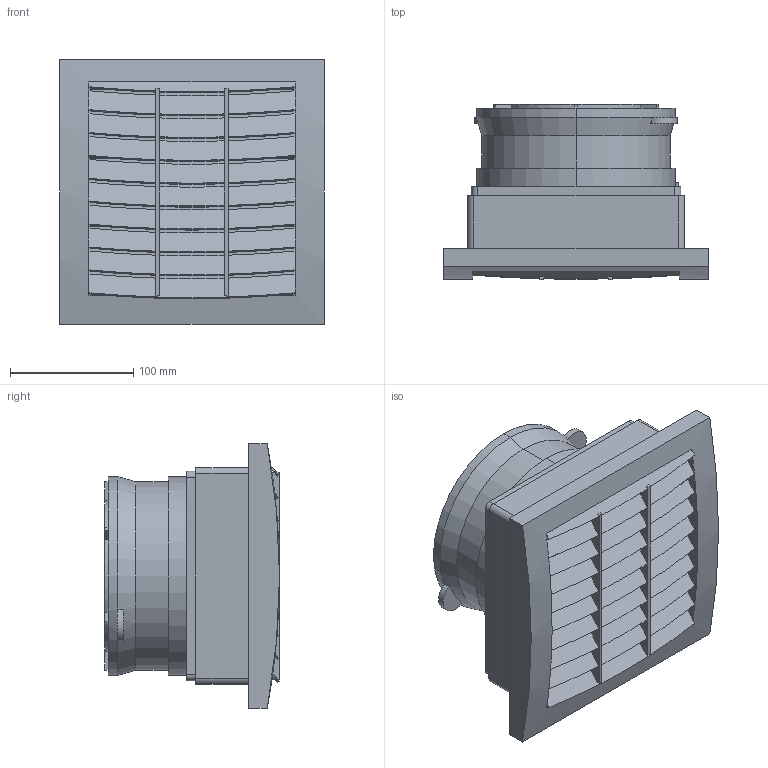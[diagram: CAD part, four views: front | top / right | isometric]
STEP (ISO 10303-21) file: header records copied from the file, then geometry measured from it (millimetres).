
FILE_DESCRIPTION (( 'STEP AP214' ), '1' );
FILE_NAME ('018823-00.STEP', '2017-11-02T23:48:04', ( '' ), ( '' ), 'SwSTEP 2.0', 'SolidWorks 2017', '' );
FILE_SCHEMA (( 'AUTOMOTIVE_DESIGN' ));
Length unit declared in the file: inch
Products named in the file (1): 018823-00
Bounding box: 215 x 142 x 215 mm (x, y, z)
Volume: 1259839.2 mm3; surface area: 438805.9 mm2
Topology: 1 solids, 1 shells, 795 faces, 2402 edges, 1564 vertices
Faces by surface type: plane 460, cylinder 333, cone 2
Entity records: 27648 total; most frequent: CARTESIAN_POINT 4858, ORIENTED_EDGE 4804, DIRECTION 4734, EDGE_CURVE 2402, VECTOR 1598, LINE 1598, AXIS2_PLACEMENT_3D 1568, VERTEX_POINT 1564
